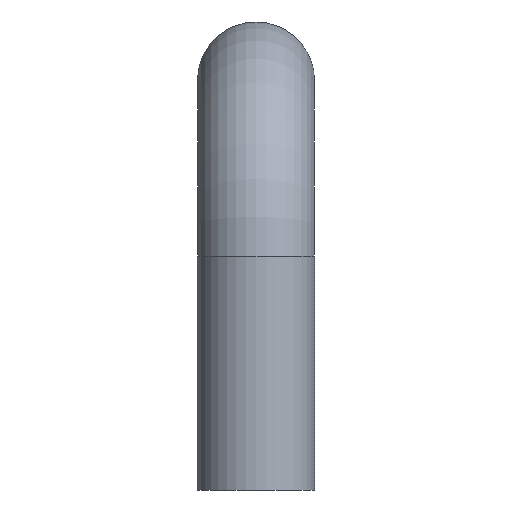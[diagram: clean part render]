
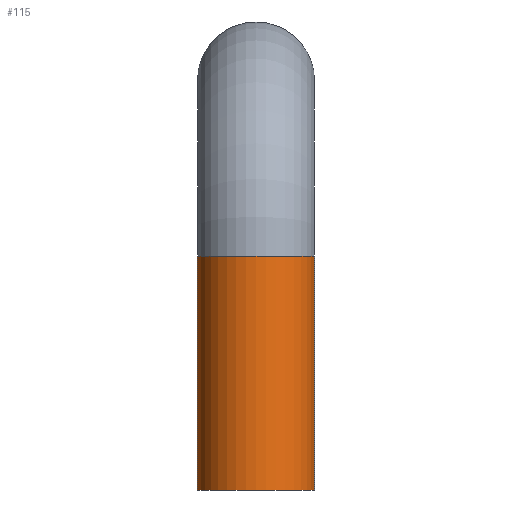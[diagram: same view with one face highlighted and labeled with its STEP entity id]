
A CAD part, left-side view. The second image highlights one B-rep face of the part: STEP entity #115.
In plain terms, the highlighted cylindrical face has radius 5 mm (diameter 10 mm), a full revolution.
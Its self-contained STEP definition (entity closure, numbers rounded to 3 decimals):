
#15=CYLINDRICAL_SURFACE($,#131,5.);
#19=FACE_BOUND($,#41,.T.);
#30=FACE_OUTER_BOUND($,#40,.T.);
#40=EDGE_LOOP($,(#90));
#41=EDGE_LOOP($,(#91));
#58=CIRCLE($,#129,5.);
#60=CIRCLE($,#132,5.);
#68=VERTEX_POINT($,#195);
#70=VERTEX_POINT($,#200);
#78=EDGE_CURVE($,#68,#68,#58,.T.);
#80=EDGE_CURVE($,#70,#70,#60,.T.);
#90=ORIENTED_EDGE($,*,*,#80,.T.);
#91=ORIENTED_EDGE($,*,*,#78,.F.);
#115=ADVANCED_FACE($,(#30,#19),#15,.T.);
#129=AXIS2_PLACEMENT_3D($,#196,#153,#154);
#131=AXIS2_PLACEMENT_3D($,#199,#157,#158);
#132=AXIS2_PLACEMENT_3D($,#201,#159,#160);
#153=DIRECTION('center_axis',(0.,0.,1.));
#154=DIRECTION('ref_axis',(1.,0.,0.));
#157=DIRECTION('center_axis',(0.,0.,-1.));
#158=DIRECTION('ref_axis',(1.,0.,0.));
#159=DIRECTION('center_axis',(0.,0.,1.));
#160=DIRECTION('ref_axis',(1.,0.,0.));
#195=CARTESIAN_POINT('',(5.,50.,20.));
#196=CARTESIAN_POINT('Origin',(0.,50.,20.));
#199=CARTESIAN_POINT('Origin',(0.,50.,20.));
#200=CARTESIAN_POINT('',(5.,50.,0.));
#201=CARTESIAN_POINT('Origin',(0.,50.,0.));
